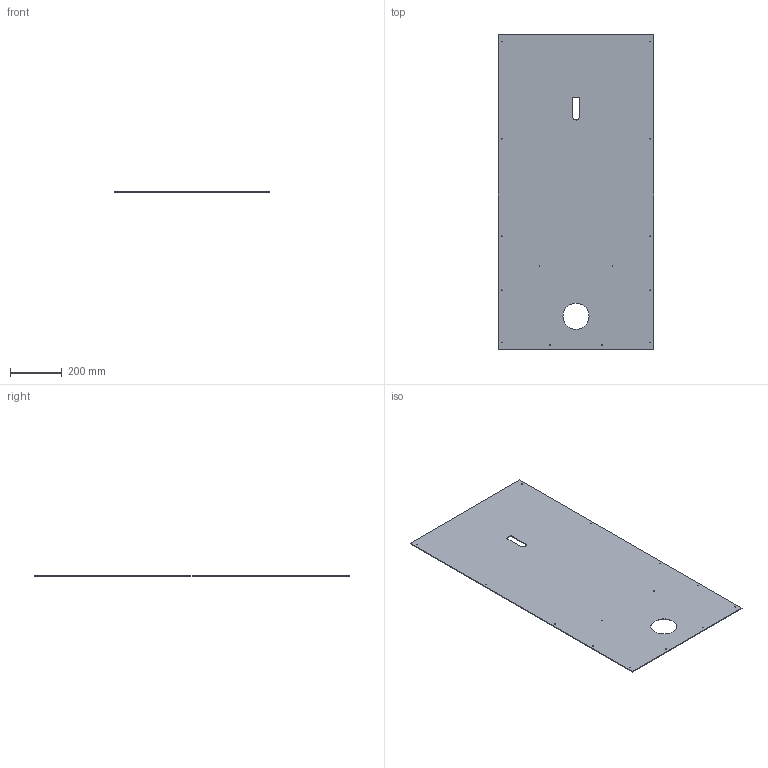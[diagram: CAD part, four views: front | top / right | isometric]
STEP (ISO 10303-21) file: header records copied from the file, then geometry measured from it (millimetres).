
FILE_DESCRIPTION(/* description */ (''),/* implementation_level */ '2;1');
FILE_NAME(/* name */ 'Front panel v2.ipt.stp',/* time_stamp */ '2014-12-18T16:48:07-08:00',/* author */ ('Autodesk Inc.'),/* organization */ ('Autodesk Inc.'),/* preprocessor_version */ 'ST-DEVELOPER v15.6',/* originating_system */ 'Autodesk Inventor 2015',/* authorisation */ '');
FILE_SCHEMA (('AUTOMOTIVE_DESIGN { 1 0 10303 214 3 1 1 }'));
Length unit declared in the file: inch
Products named in the file (1): Front panel v2
Bounding box: 603.25 x 1219.2 x 3 mm (x, y, z)
Volume: 2173134.3 mm3; surface area: 1463096.5 mm2
Topology: 1 solids, 1 shells, 27 faces, 75 edges, 50 vertices
Faces by surface type: cylinder 18, plane 9
Full cylindrical faces by diameter (mm): 3.251 x4, 3.556 x10, 101.6 x1
Entity records: 934 total; most frequent: DIRECTION 152, CARTESIAN_POINT 138, ORIENTED_EDGE 120, EDGE_LOOP 74, AXIS2_PLACEMENT_3D 64, EDGE_CURVE 60, VERTEX_POINT 50, FACE_BOUND 47
